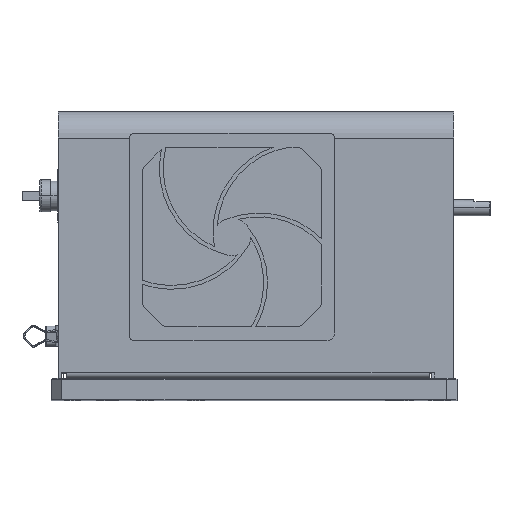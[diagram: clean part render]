
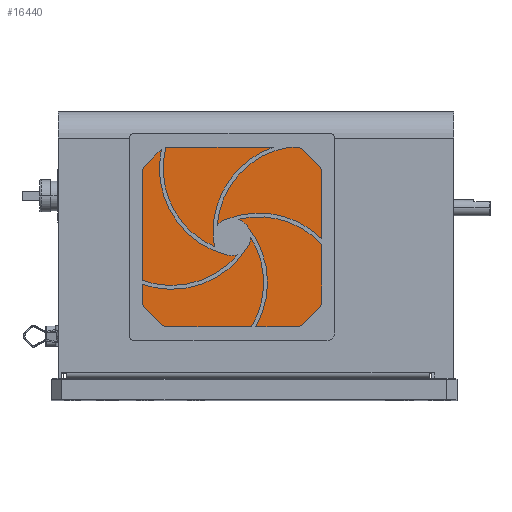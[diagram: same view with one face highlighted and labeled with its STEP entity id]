
A CAD part, top view. The second image highlights one B-rep face of the part: STEP entity #16440.
In plain terms, the highlighted planar face has unit normal (0, 0, 1).
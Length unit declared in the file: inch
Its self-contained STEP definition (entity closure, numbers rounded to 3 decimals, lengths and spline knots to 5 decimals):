
#1430 = VERTEX_POINT ( 'NONE', #37027 ) ;
#1545 = DIRECTION ( 'NONE',  ( 0.707, -0.707, 0. ) ) ;
#1613 = EDGE_CURVE ( 'NONE', #34537, #5447, #19042, .T. ) ;
#1743 = VECTOR ( 'NONE', #17881, 39.37008 ) ;
#2648 = VECTOR ( 'NONE', #22008, 39.37008 ) ;
#3643 = VECTOR ( 'NONE', #14216, 39.37008 ) ;
#5447 = VERTEX_POINT ( 'NONE', #24817 ) ;
#5656 = VERTEX_POINT ( 'NONE', #11397 ) ;
#6326 = VECTOR ( 'NONE', #7956, 39.37008 ) ;
#6338 = CARTESIAN_POINT ( 'NONE',  ( 6.1075, 6.0605, 4.582 ) ) ;
#6894 = ORIENTED_EDGE ( 'NONE', *, *, #23429, .F. ) ;
#7956 = DIRECTION ( 'NONE',  ( 0.707, 0.707, 0. ) ) ;
#8657 = EDGE_CURVE ( 'NONE', #5447, #31486, #25386, .T. ) ;
#10291 = VERTEX_POINT ( 'NONE', #22049 ) ;
#10473 = CARTESIAN_POINT ( 'NONE',  ( 6.4825, 6.0605, 4.582 ) ) ;
#11397 = CARTESIAN_POINT ( 'NONE',  ( 2.3575, 6.0605, 4.582 ) ) ;
#11818 = VECTOR ( 'NONE', #1545, 39.37008 ) ;
#12597 = EDGE_CURVE ( 'NONE', #1430, #34537, #32596, .T. ) ;
#13409 = DIRECTION ( 'NONE',  ( 1., 0., 0. ) ) ;
#13668 = ORIENTED_EDGE ( 'NONE', *, *, #24119, .F. ) ;
#14029 = CARTESIAN_POINT ( 'NONE',  ( 6.1075, 6.0605, 4.582 ) ) ;
#14216 = DIRECTION ( 'NONE',  ( -0.707, -0.707, 0. ) ) ;
#15114 = CARTESIAN_POINT ( 'NONE',  ( 1.9825, 1.9355, 4.582 ) ) ;
#16220 = PLANE ( 'NONE',  #37198 ) ;
#16440 = ADVANCED_FACE ( 'NONE', ( #25107 ), #16220, .T. ) ;
#17273 = EDGE_LOOP ( 'NONE', ( #19742, #37432, #30921, #6894, #13668, #27240, #17328, #17573 ) ) ;
#17328 = ORIENTED_EDGE ( 'NONE', *, *, #8657, .F. ) ;
#17373 = EDGE_CURVE ( 'NONE', #28741, #1430, #23679, .T. ) ;
#17518 = LINE ( 'NONE', #14029, #25290 ) ;
#17573 = ORIENTED_EDGE ( 'NONE', *, *, #1613, .F. ) ;
#17625 = VECTOR ( 'NONE', #29700, 39.37008 ) ;
#17881 = DIRECTION ( 'NONE',  ( 0., -1., 0. ) ) ;
#18060 = LINE ( 'NONE', #15114, #25824 ) ;
#18297 = VERTEX_POINT ( 'NONE', #35578 ) ;
#18883 = CARTESIAN_POINT ( 'NONE',  ( 6.4825, 5.6855, 4.582 ) ) ;
#19042 = LINE ( 'NONE', #23685, #3643 ) ;
#19742 = ORIENTED_EDGE ( 'NONE', *, *, #12597, .F. ) ;
#20978 = EDGE_CURVE ( 'NONE', #5656, #28741, #17518, .T. ) ;
#22008 = DIRECTION ( 'NONE',  ( -0.707, 0.707, 0. ) ) ;
#22049 = CARTESIAN_POINT ( 'NONE',  ( 1.9825, 1.9355, 4.582 ) ) ;
#23429 = EDGE_CURVE ( 'NONE', #18297, #5656, #23646, .T. ) ;
#23646 = LINE ( 'NONE', #37548, #6326 ) ;
#23679 = LINE ( 'NONE', #18883, #11818 ) ;
#23685 = CARTESIAN_POINT ( 'NONE',  ( 6.1075, 1.5605, 4.582 ) ) ;
#24119 = EDGE_CURVE ( 'NONE', #10291, #18297, #18060, .T. ) ;
#24363 = EDGE_CURVE ( 'NONE', #31486, #10291, #30389, .T. ) ;
#24817 = CARTESIAN_POINT ( 'NONE',  ( 6.1075, 1.5605, 4.582 ) ) ;
#25107 = FACE_OUTER_BOUND ( 'NONE', #17273, .T. ) ;
#25290 = VECTOR ( 'NONE', #37016, 39.37008 ) ;
#25386 = LINE ( 'NONE', #26779, #17625 ) ;
#25824 = VECTOR ( 'NONE', #32541, 39.37008 ) ;
#26779 = CARTESIAN_POINT ( 'NONE',  ( 6.1075, 1.5605, 4.582 ) ) ;
#27240 = ORIENTED_EDGE ( 'NONE', *, *, #24363, .F. ) ;
#28741 = VERTEX_POINT ( 'NONE', #6338 ) ;
#29700 = DIRECTION ( 'NONE',  ( -1., 0., 0. ) ) ;
#30389 = LINE ( 'NONE', #30685, #2648 ) ;
#30685 = CARTESIAN_POINT ( 'NONE',  ( 2.3575, 1.5605, 4.582 ) ) ;
#30871 = DIRECTION ( 'NONE',  ( 0., 0., 1. ) ) ;
#30921 = ORIENTED_EDGE ( 'NONE', *, *, #20978, .F. ) ;
#31486 = VERTEX_POINT ( 'NONE', #37602 ) ;
#32377 = CARTESIAN_POINT ( 'NONE',  ( 6.4825, 1.9355, 4.582 ) ) ;
#32541 = DIRECTION ( 'NONE',  ( 0., 1., 0. ) ) ;
#32596 = LINE ( 'NONE', #32377, #1743 ) ;
#34537 = VERTEX_POINT ( 'NONE', #35031 ) ;
#35031 = CARTESIAN_POINT ( 'NONE',  ( 6.4825, 1.9355, 4.582 ) ) ;
#35578 = CARTESIAN_POINT ( 'NONE',  ( 1.9825, 5.6855, 4.582 ) ) ;
#37016 = DIRECTION ( 'NONE',  ( 1., 0., 0. ) ) ;
#37027 = CARTESIAN_POINT ( 'NONE',  ( 6.4825, 5.6855, 4.582 ) ) ;
#37198 = AXIS2_PLACEMENT_3D ( 'NONE', #10473, #30871, #13409 ) ;
#37432 = ORIENTED_EDGE ( 'NONE', *, *, #17373, .F. ) ;
#37548 = CARTESIAN_POINT ( 'NONE',  ( 2.3575, 6.0605, 4.582 ) ) ;
#37602 = CARTESIAN_POINT ( 'NONE',  ( 2.3575, 1.5605, 4.582 ) ) ;
